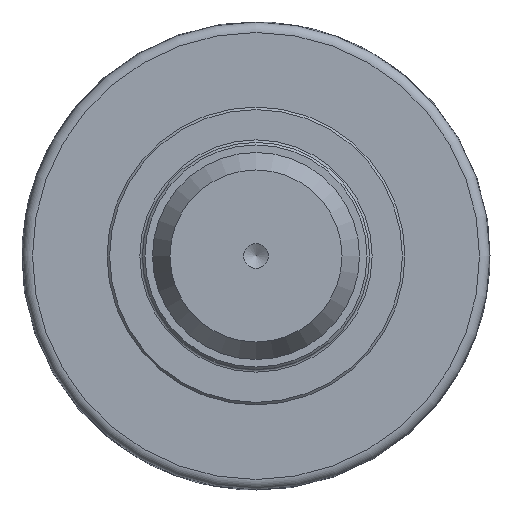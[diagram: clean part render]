
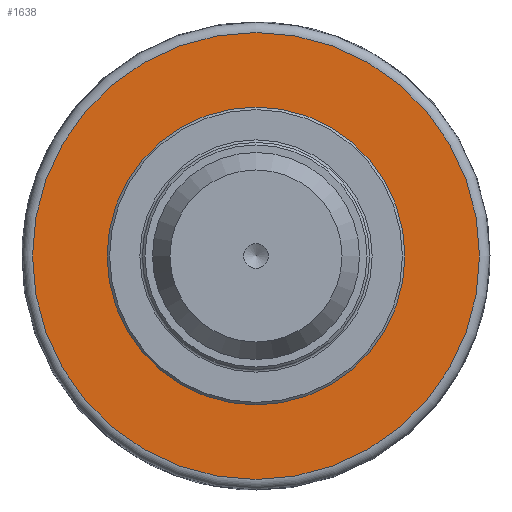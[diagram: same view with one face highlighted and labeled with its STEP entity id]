
A CAD part, left-side view. The second image highlights one B-rep face of the part: STEP entity #1638.
In plain terms, the highlighted planar face has unit normal (-1, 0, 0).
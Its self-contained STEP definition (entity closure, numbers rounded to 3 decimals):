
#259=FACE_BOUND('',#427,.T.);
#284=PLANE('',#1786);
#336=FACE_OUTER_BOUND('',#426,.T.);
#426=EDGE_LOOP('',(#1138,#1139));
#427=EDGE_LOOP('',(#1140,#1141));
#542=CIRCLE('',#1764,29.25);
#543=CIRCLE('',#1765,29.25);
#558=CIRCLE('',#1784,44.279);
#559=CIRCLE('',#1785,44.279);
#667=VERTEX_POINT('',#2520);
#668=VERTEX_POINT('',#2522);
#680=VERTEX_POINT('',#2582);
#681=VERTEX_POINT('',#2584);
#845=EDGE_CURVE('',#668,#667,#542,.T.);
#846=EDGE_CURVE('',#667,#668,#543,.T.);
#863=EDGE_CURVE('',#680,#681,#558,.T.);
#864=EDGE_CURVE('',#681,#680,#559,.T.);
#1138=ORIENTED_EDGE('',*,*,#864,.F.);
#1139=ORIENTED_EDGE('',*,*,#863,.F.);
#1140=ORIENTED_EDGE('',*,*,#845,.T.);
#1141=ORIENTED_EDGE('',*,*,#846,.T.);
#1638=ADVANCED_FACE('',(#336,#259),#284,.T.);
#1764=AXIS2_PLACEMENT_3D('',#2523,#2016,#2017);
#1765=AXIS2_PLACEMENT_3D('',#2524,#2018,#2019);
#1784=AXIS2_PLACEMENT_3D('',#2585,#2058,#2059);
#1785=AXIS2_PLACEMENT_3D('',#2586,#2060,#2061);
#1786=AXIS2_PLACEMENT_3D('',#2587,#2062,#2063);
#2016=DIRECTION('center_axis',(1.,0.,0.));
#2017=DIRECTION('ref_axis',(0.,0.5,0.866));
#2018=DIRECTION('center_axis',(1.,0.,0.));
#2019=DIRECTION('ref_axis',(0.,0.5,0.866));
#2058=DIRECTION('center_axis',(1.,0.,0.));
#2059=DIRECTION('ref_axis',(0.,0.5,0.866));
#2060=DIRECTION('center_axis',(1.,0.,0.));
#2061=DIRECTION('ref_axis',(0.,0.5,0.866));
#2062=DIRECTION('center_axis',(-1.,0.,0.));
#2063=DIRECTION('ref_axis',(0.,0.866,-0.5));
#2520=CARTESIAN_POINT('',(23.2,-14.625,-25.331));
#2522=CARTESIAN_POINT('',(23.2,14.625,25.331));
#2523=CARTESIAN_POINT('Origin',(23.2,0.,0.));
#2524=CARTESIAN_POINT('Origin',(23.2,0.,0.));
#2582=CARTESIAN_POINT('',(23.2,38.347,-22.139));
#2584=CARTESIAN_POINT('',(23.2,-22.139,-38.347));
#2585=CARTESIAN_POINT('Origin',(23.2,0.,0.));
#2586=CARTESIAN_POINT('Origin',(23.2,0.,0.));
#2587=CARTESIAN_POINT('Origin',(23.2,-19.685,-34.095));
